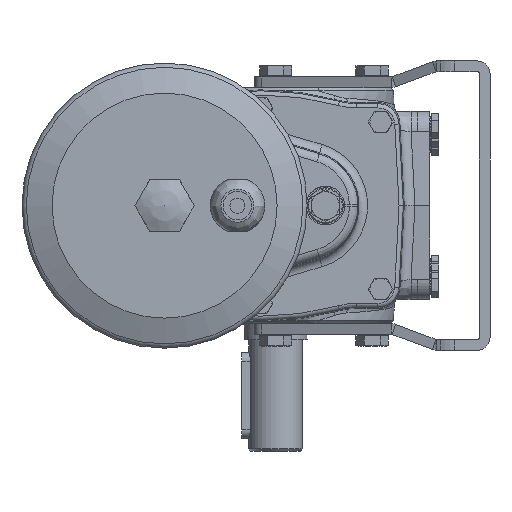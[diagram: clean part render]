
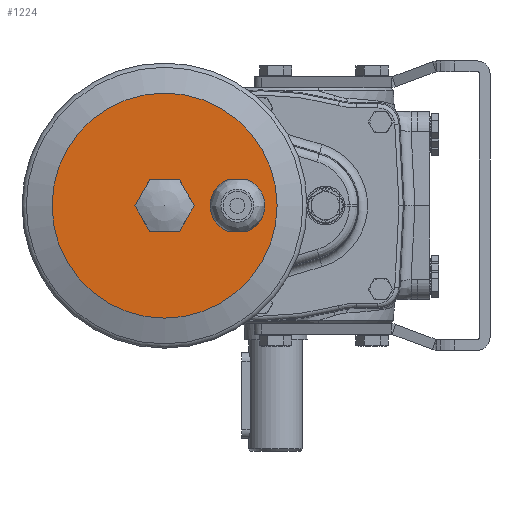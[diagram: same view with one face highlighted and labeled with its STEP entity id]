
A CAD part, left-side view. The second image highlights one B-rep face of the part: STEP entity #1224.
In plain terms, the highlighted planar face has unit normal (-1, 0, 0).
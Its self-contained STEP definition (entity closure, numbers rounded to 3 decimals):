
#1224 = ADVANCED_FACE( '', ( #3400, #3401, #3402 ), #3403, .T. );
#3400 = FACE_BOUND( '', #7203, .T. );
#3401 = FACE_OUTER_BOUND( '', #7204, .T. );
#3402 = FACE_BOUND( '', #7205, .T. );
#3403 = PLANE( '', #7206 );
#7203 = EDGE_LOOP( '', ( #17258, #17259, #17260, #17261 ) );
#7204 = EDGE_LOOP( '', ( #17262 ) );
#7205 = EDGE_LOOP( '', ( #17263, #17264, #17265, #17266, #17267, #17268 ) );
#7206 = AXIS2_PLACEMENT_3D( '', #17269, #17270, #17271 );
#17258 = ORIENTED_EDGE( '', *, *, #24872, .F. );
#17259 = ORIENTED_EDGE( '', *, *, #24873, .F. );
#17260 = ORIENTED_EDGE( '', *, *, #24874, .F. );
#17261 = ORIENTED_EDGE( '', *, *, #24875, .T. );
#17262 = ORIENTED_EDGE( '', *, *, #24876, .T. );
#17263 = ORIENTED_EDGE( '', *, *, #24877, .T. );
#17264 = ORIENTED_EDGE( '', *, *, #24878, .T. );
#17265 = ORIENTED_EDGE( '', *, *, #24879, .T. );
#17266 = ORIENTED_EDGE( '', *, *, #24880, .T. );
#17267 = ORIENTED_EDGE( '', *, *, #24881, .T. );
#17268 = ORIENTED_EDGE( '', *, *, #24882, .T. );
#17269 = CARTESIAN_POINT( '', ( -468., -0.7, 0. ) );
#17270 = DIRECTION( '', ( -1., 0., 0. ) );
#17271 = DIRECTION( '', ( 0., -1., 0. ) );
#24872 = EDGE_CURVE( '', #28263, #28264, #28265, .T. );
#24873 = EDGE_CURVE( '', #28266, #28263, #28267, .T. );
#24874 = EDGE_CURVE( '', #28268, #28266, #28269, .T. );
#24875 = EDGE_CURVE( '', #28268, #28264, #28270, .T. );
#24876 = EDGE_CURVE( '', #28271, #28271, #28272, .T. );
#24877 = EDGE_CURVE( '', #28273, #28274, #28275, .T. );
#24878 = EDGE_CURVE( '', #28274, #28276, #28277, .T. );
#24879 = EDGE_CURVE( '', #28276, #28278, #28279, .T. );
#24880 = EDGE_CURVE( '', #28278, #28280, #28281, .T. );
#24881 = EDGE_CURVE( '', #28280, #28282, #28283, .T. );
#24882 = EDGE_CURVE( '', #28282, #28273, #28284, .T. );
#28263 = VERTEX_POINT( '', #33202 );
#28264 = VERTEX_POINT( '', #33203 );
#28265 = CIRCLE( '', #33204, 12.8 );
#28266 = VERTEX_POINT( '', #33205 );
#28267 = LINE( '', #33206, #33207 );
#28268 = VERTEX_POINT( '', #33208 );
#28269 = CIRCLE( '', #33209, 12.8 );
#28270 = LINE( '', #33210, #33211 );
#28271 = VERTEX_POINT( '', #33212 );
#28272 = CIRCLE( '', #33213, 52.5 );
#28273 = VERTEX_POINT( '', #33214 );
#28274 = VERTEX_POINT( '', #33215 );
#28275 = LINE( '', #33216, #33217 );
#28276 = VERTEX_POINT( '', #33218 );
#28277 = LINE( '', #33219, #33220 );
#28278 = VERTEX_POINT( '', #33221 );
#28279 = LINE( '', #33222, #33223 );
#28280 = VERTEX_POINT( '', #33224 );
#28281 = LINE( '', #33225, #33226 );
#28282 = VERTEX_POINT( '', #33227 );
#28283 = LINE( '', #33228, #33229 );
#28284 = LINE( '', #33230, #33231 );
#33202 = CARTESIAN_POINT( '', ( -468., 22.254, 12. ) );
#33203 = CARTESIAN_POINT( '', ( -468., 22.254, -12. ) );
#33204 = AXIS2_PLACEMENT_3D( '', #40661, #40662, #40663 );
#33205 = CARTESIAN_POINT( '', ( -468., 13.346, 12. ) );
#33206 = CARTESIAN_POINT( '', ( -468., 13.346, 12. ) );
#33207 = VECTOR( '', #40664, 1000. );
#33208 = CARTESIAN_POINT( '', ( -468., 13.346, -12. ) );
#33209 = AXIS2_PLACEMENT_3D( '', #40665, #40666, #40667 );
#33210 = CARTESIAN_POINT( '', ( -468., 13.346, -12. ) );
#33211 = VECTOR( '', #40668, 1000. );
#33212 = CARTESIAN_POINT( '', ( -468., -0.7, 0. ) );
#33213 = AXIS2_PLACEMENT_3D( '', #40669, #40670, #40671 );
#33214 = CARTESIAN_POINT( '', ( -468., 58.728, -12. ) );
#33215 = CARTESIAN_POINT( '', ( -468., 65.656, 0. ) );
#33216 = CARTESIAN_POINT( '', ( -468., 58.728, -12. ) );
#33217 = VECTOR( '', #40672, 1000. );
#33218 = CARTESIAN_POINT( '', ( -468., 58.728, 12. ) );
#33219 = CARTESIAN_POINT( '', ( -468., 65.656, 0. ) );
#33220 = VECTOR( '', #40673, 1000. );
#33221 = CARTESIAN_POINT( '', ( -468., 44.872, 12. ) );
#33222 = CARTESIAN_POINT( '', ( -468., 58.728, 12. ) );
#33223 = VECTOR( '', #40674, 1000. );
#33224 = CARTESIAN_POINT( '', ( -468., 37.944, 0. ) );
#33225 = CARTESIAN_POINT( '', ( -468., 44.872, 12. ) );
#33226 = VECTOR( '', #40675, 1000. );
#33227 = CARTESIAN_POINT( '', ( -468., 44.872, -12. ) );
#33228 = CARTESIAN_POINT( '', ( -468., 37.944, 0. ) );
#33229 = VECTOR( '', #40676, 1000. );
#33230 = CARTESIAN_POINT( '', ( -468., 44.872, -12. ) );
#33231 = VECTOR( '', #40677, 1000. );
#40661 = CARTESIAN_POINT( '', ( -468., 17.8, 0. ) );
#40662 = DIRECTION( '', ( -1., 0., 0. ) );
#40663 = DIRECTION( '', ( 0., -1., 0. ) );
#40664 = DIRECTION( '', ( 0., 1., 0. ) );
#40665 = CARTESIAN_POINT( '', ( -468., 17.8, 0. ) );
#40666 = DIRECTION( '', ( -1., 0., 0. ) );
#40667 = DIRECTION( '', ( 0., -1., 0. ) );
#40668 = DIRECTION( '', ( 0., 1., 0. ) );
#40669 = CARTESIAN_POINT( '', ( -468., 51.8, 0. ) );
#40670 = DIRECTION( '', ( -1., 0., 0. ) );
#40671 = DIRECTION( '', ( 0., -1., 0. ) );
#40672 = DIRECTION( '', ( 0., 0.5, 0.866 ) );
#40673 = DIRECTION( '', ( 0., -0.5, 0.866 ) );
#40674 = DIRECTION( '', ( 0., -1., 0. ) );
#40675 = DIRECTION( '', ( 0., -0.5, -0.866 ) );
#40676 = DIRECTION( '', ( 0., 0.5, -0.866 ) );
#40677 = DIRECTION( '', ( 0., 1., 0. ) );
